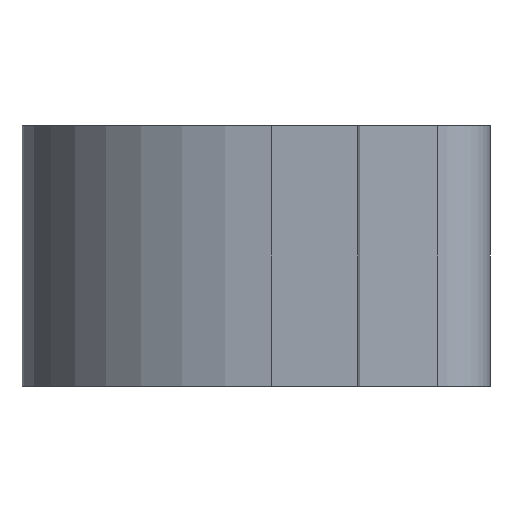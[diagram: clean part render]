
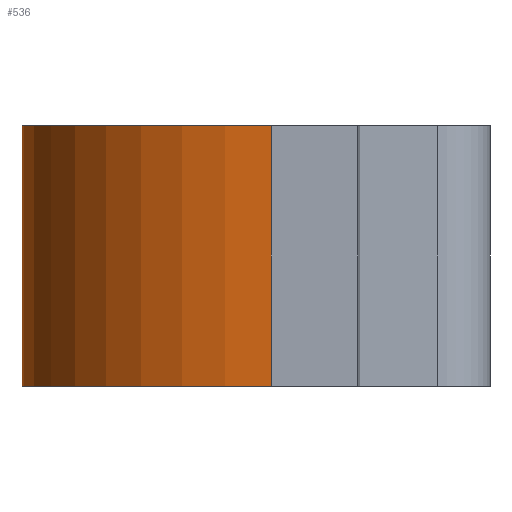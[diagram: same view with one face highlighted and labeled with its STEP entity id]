
A CAD part, left-side view. The second image highlights one B-rep face of the part: STEP entity #536.
In plain terms, the highlighted cylindrical face has radius 10.5 mm (diameter 21 mm), a partial arc.
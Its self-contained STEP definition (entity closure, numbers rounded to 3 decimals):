
#4 = EDGE_CURVE ( 'NONE', #9, #575, #547, .T. ) ;
#9 = VERTEX_POINT ( 'NONE', #190 ) ;
#14 = DIRECTION ( 'NONE',  ( -1., 0., 0. ) ) ;
#19 = VERTEX_POINT ( 'NONE', #378 ) ;
#37 = VECTOR ( 'NONE', #456, 1000. ) ;
#46 = EDGE_CURVE ( 'NONE', #19, #363, #88, .T. ) ;
#78 = VECTOR ( 'NONE', #510, 1000. ) ;
#88 = LINE ( 'NONE', #291, #78 ) ;
#97 = EDGE_CURVE ( 'NONE', #9, #19, #115, .T. ) ;
#105 = FACE_OUTER_BOUND ( 'NONE', #460, .T. ) ;
#111 = CYLINDRICAL_SURFACE ( 'NONE', #208, 10.5 ) ;
#115 = CIRCLE ( 'NONE', #593, 10.5 ) ;
#153 = CARTESIAN_POINT ( 'NONE',  ( 10.5, 0., -5. ) ) ;
#174 = CARTESIAN_POINT ( 'NONE',  ( 0., 0., -5. ) ) ;
#175 = ORIENTED_EDGE ( 'NONE', *, *, #4, .T. ) ;
#176 = ORIENTED_EDGE ( 'NONE', *, *, #97, .F. ) ;
#190 = CARTESIAN_POINT ( 'NONE',  ( 10.5, 0., 5. ) ) ;
#208 = AXIS2_PLACEMENT_3D ( 'NONE', #269, #219, #14 ) ;
#219 = DIRECTION ( 'NONE',  ( 0., 0., -1. ) ) ;
#229 = DIRECTION ( 'NONE',  ( 1., 0., 0. ) ) ;
#269 = CARTESIAN_POINT ( 'NONE',  ( 0., 0., 5. ) ) ;
#291 = CARTESIAN_POINT ( 'NONE',  ( -10.46, 0.915, 5. ) ) ;
#304 = DIRECTION ( 'NONE',  ( 1., 0., 0. ) ) ;
#317 = CARTESIAN_POINT ( 'NONE',  ( 10.5, 0., 5. ) ) ;
#363 = VERTEX_POINT ( 'NONE', #528 ) ;
#365 = CARTESIAN_POINT ( 'NONE',  ( 0., 0., 5. ) ) ;
#373 = ORIENTED_EDGE ( 'NONE', *, *, #391, .T. ) ;
#376 = ORIENTED_EDGE ( 'NONE', *, *, #46, .F. ) ;
#378 = CARTESIAN_POINT ( 'NONE',  ( -10.46, 0.915, 5. ) ) ;
#391 = EDGE_CURVE ( 'NONE', #575, #363, #538, .T. ) ;
#456 = DIRECTION ( 'NONE',  ( 0., 0., -1. ) ) ;
#460 = EDGE_LOOP ( 'NONE', ( #373, #376, #176, #175 ) ) ;
#500 = AXIS2_PLACEMENT_3D ( 'NONE', #174, #529, #229 ) ;
#510 = DIRECTION ( 'NONE',  ( 0., 0., -1. ) ) ;
#512 = DIRECTION ( 'NONE',  ( 0., 0., 1. ) ) ;
#528 = CARTESIAN_POINT ( 'NONE',  ( -10.46, 0.915, -5. ) ) ;
#529 = DIRECTION ( 'NONE',  ( 0., 0., 1. ) ) ;
#536 = ADVANCED_FACE ( 'NONE', ( #105 ), #111, .T. ) ;
#538 = CIRCLE ( 'NONE', #500, 10.5 ) ;
#547 = LINE ( 'NONE', #317, #37 ) ;
#575 = VERTEX_POINT ( 'NONE', #153 ) ;
#593 = AXIS2_PLACEMENT_3D ( 'NONE', #365, #512, #304 ) ;
